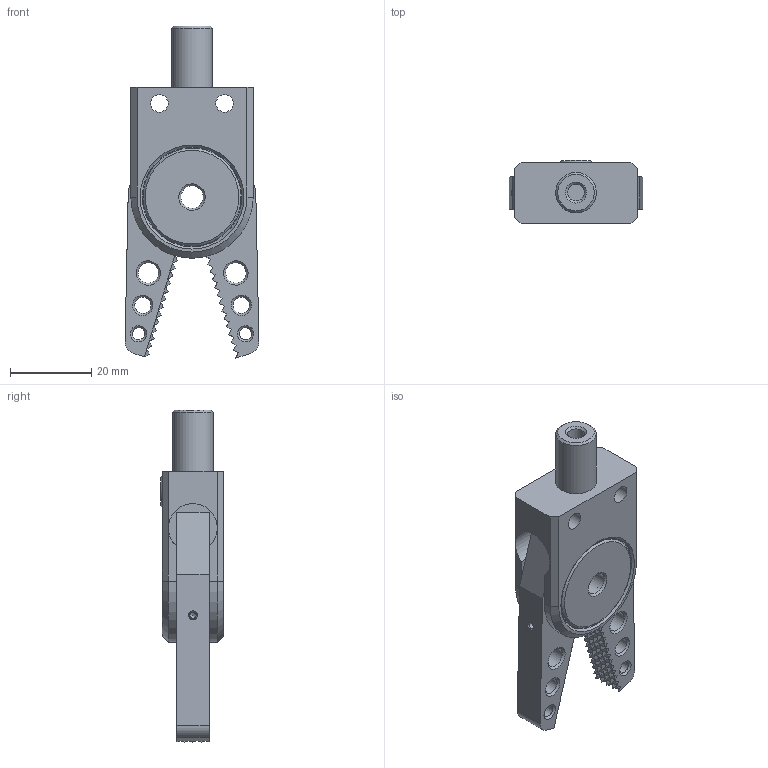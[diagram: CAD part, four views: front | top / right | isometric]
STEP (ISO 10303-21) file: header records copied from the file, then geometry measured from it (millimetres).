
FILE_DESCRIPTION(/* description */ (''),/* implementation_level */ '2;1');
FILE_NAME(/* name */ 'GR04.100_Kd.stp',/* time_stamp */ '2018-08-02T13:54:07+02:00',/* author */ ('JMolter'),/* organization */ (''),/* preprocessor_version */ 'ST-DEVELOPER v16.13',/* originating_system */ 'Autodesk Inventor 2018',/* authorisation */ '');
FILE_SCHEMA (('AUTOMOTIVE_DESIGN { 1 0 10303 214 3 1 1 }'));
Length unit declared in the file: millimetre
Products named in the file (1): GR04.100_Kd
Bounding box: 32.87 x 15.4 x 81.5 mm (x, y, z)
Surface area: 12993.3 mm2 (no closed solid volume)
Topology: 0 solids, 7 shells, 592 faces, 1116 edges, 548 vertices
Faces by surface type: plane 522, cylinder 36, cone 34
Full cylindrical faces by diameter (mm): 1.5 x2, 1.567 x1, 3 x8, 3.05 x2, 4 x2, 4.134 x2, 4.3 x2, 5 x3, 5.5 x1, 6 x1, 8 x1, 9 x2, 9.95 x1, 12 x2, 24 x1, 24.5 x1
Entity records: 14108 total; most frequent: DIRECTION 2341, CARTESIAN_POINT 2177, ORIENTED_EDGE 2088, EDGE_CURVE 1044, LINE 933, VECTOR 933, AXIS2_PLACEMENT_3D 704, EDGE_LOOP 698
